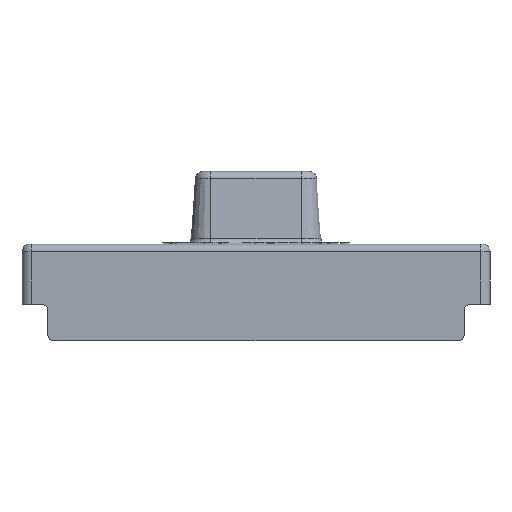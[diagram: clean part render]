
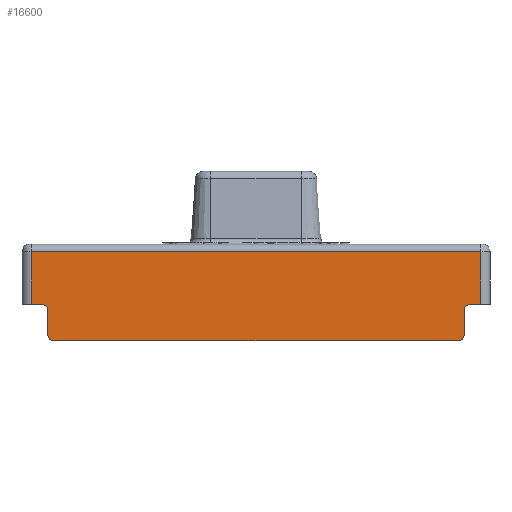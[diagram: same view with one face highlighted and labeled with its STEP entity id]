
A CAD part, front view. The second image highlights one B-rep face of the part: STEP entity #16600.
In plain terms, the highlighted planar face has unit normal (0, -1, 0).
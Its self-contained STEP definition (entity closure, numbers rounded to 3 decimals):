
#6=DIRECTION('',(-1.,0.,0.));
#7=VECTOR('',#6,66.68);
#8=CARTESIAN_POINT('',(33.34,-8.7,0.));
#9=LINE('',#8,#7);
#779=CARTESIAN_POINT('',(35.34,-8.7,5.));
#780=DIRECTION('',(0.,1.,0.));
#781=DIRECTION('',(-1.,0.,0.));
#782=AXIS2_PLACEMENT_3D('',#779,#780,#781);
#808=CARTESIAN_POINT('',(-33.34,-8.7,1.));
#809=DIRECTION('',(0.,-1.,0.));
#810=DIRECTION('',(-1.,0.,0.));
#811=AXIS2_PLACEMENT_3D('',#808,#809,#810);
#813=DIRECTION('',(0.,0.,-1.));
#814=VECTOR('',#813,4.);
#815=CARTESIAN_POINT('',(-34.34,-8.7,5.));
#816=LINE('',#815,#814);
#817=DIRECTION('',(-1.,0.,0.));
#818=VECTOR('',#817,1.76);
#819=CARTESIAN_POINT('',(-35.34,-8.7,6.));
#820=LINE('',#819,#818);
#821=DIRECTION('',(-1.,0.,0.));
#822=VECTOR('',#821,74.2);
#823=CARTESIAN_POINT('',(37.1,-8.7,14.65));
#824=LINE('',#823,#822);
#825=DIRECTION('',(-1.,0.,0.));
#826=VECTOR('',#825,1.76);
#827=CARTESIAN_POINT('',(37.1,-8.7,6.));
#828=LINE('',#827,#826);
#829=DIRECTION('',(0.,0.,-1.));
#830=VECTOR('',#829,4.);
#831=CARTESIAN_POINT('',(34.34,-8.7,5.));
#832=LINE('',#831,#830);
#833=CARTESIAN_POINT('',(33.34,-8.7,1.));
#834=DIRECTION('',(0.,-1.,0.));
#835=DIRECTION('',(0.,0.,-1.));
#836=AXIS2_PLACEMENT_3D('',#833,#834,#835);
#862=CARTESIAN_POINT('',(-35.34,-8.7,5.));
#863=DIRECTION('',(0.,1.,0.));
#864=DIRECTION('',(0.,0.,1.));
#865=AXIS2_PLACEMENT_3D('',#862,#863,#864);
#1533=DIRECTION('',(0.,0.,1.));
#1534=VECTOR('',#1533,8.65);
#1535=CARTESIAN_POINT('',(37.1,-8.7,6.));
#1536=LINE('',#1535,#1534);
#4955=DIRECTION('',(0.,0.,1.));
#4956=VECTOR('',#4955,8.65);
#4957=CARTESIAN_POINT('',(-37.1,-8.7,6.));
#4958=LINE('',#4957,#4956);
#11762=CARTESIAN_POINT('',(34.34,-8.7,5.));
#11763=CARTESIAN_POINT('',(35.34,-8.7,6.));
#11764=VERTEX_POINT('',#11762);
#11765=VERTEX_POINT('',#11763);
#11782=CARTESIAN_POINT('',(-35.34,-8.7,6.));
#11783=CARTESIAN_POINT('',(-34.34,-8.7,5.));
#11784=VERTEX_POINT('',#11782);
#11785=VERTEX_POINT('',#11783);
#12328=CARTESIAN_POINT('',(-37.1,-8.7,6.));
#12329=VERTEX_POINT('',#12328);
#12332=CARTESIAN_POINT('',(37.1,-8.7,6.));
#12333=VERTEX_POINT('',#12332);
#12380=CARTESIAN_POINT('',(-37.1,-8.7,14.65));
#12381=VERTEX_POINT('',#12380);
#12384=CARTESIAN_POINT('',(37.1,-8.7,14.65));
#12385=VERTEX_POINT('',#12384);
#12418=CARTESIAN_POINT('',(-34.34,-8.7,1.));
#12419=VERTEX_POINT('',#12418);
#12420=CARTESIAN_POINT('',(-33.34,-8.7,0.));
#12421=VERTEX_POINT('',#12420);
#12430=CARTESIAN_POINT('',(33.34,-8.7,0.));
#12431=CARTESIAN_POINT('',(34.34,-8.7,1.));
#12432=VERTEX_POINT('',#12430);
#12433=VERTEX_POINT('',#12431);
#16576=CARTESIAN_POINT('',(-37.6,-8.7,0.));
#16577=DIRECTION('',(0.,-1.,0.));
#16578=DIRECTION('',(1.,0.,0.));
#16579=AXIS2_PLACEMENT_3D('',#16576,#16577,#16578);
#16580=PLANE('',#16579);
#16581=ORIENTED_EDGE('',*,*,#15595,.F.);
#16583=ORIENTED_EDGE('',*,*,#16582,.F.);
#16585=ORIENTED_EDGE('',*,*,#16584,.F.);
#16586=ORIENTED_EDGE('',*,*,#16505,.T.);
#16588=ORIENTED_EDGE('',*,*,#16587,.T.);
#16590=ORIENTED_EDGE('',*,*,#16589,.F.);
#16592=ORIENTED_EDGE('',*,*,#16591,.F.);
#16593=ORIENTED_EDGE('',*,*,#16467,.T.);
#16594=ORIENTED_EDGE('',*,*,#16527,.F.);
#16595=ORIENTED_EDGE('',*,*,#16540,.T.);
#16596=ORIENTED_EDGE('',*,*,#16568,.F.);
#16597=ORIENTED_EDGE('',*,*,#15561,.T.);
#16598=EDGE_LOOP('',(#16581,#16583,#16585,#16586,#16588,#16590,#16592,#16593,
#16594,#16595,#16596,#16597));
#16599=FACE_OUTER_BOUND('',#16598,.F.);
#16600=ADVANCED_FACE('',(#16599),#16580,.T.);
#783=CIRCLE('',#782,1.);
#812=CIRCLE('',#811,1.);
#837=CIRCLE('',#836,1.);
#866=CIRCLE('',#865,1.);
#15561=EDGE_CURVE('',#12432,#12421,#9,.T.);
#15595=EDGE_CURVE('',#12419,#12421,#812,.T.);
#16467=EDGE_CURVE('',#12333,#11765,#828,.T.);
#16505=EDGE_CURVE('',#11784,#12329,#820,.T.);
#16527=EDGE_CURVE('',#11764,#11765,#783,.T.);
#16540=EDGE_CURVE('',#11764,#12433,#832,.T.);
#16568=EDGE_CURVE('',#12432,#12433,#837,.T.);
#16582=EDGE_CURVE('',#11785,#12419,#816,.T.);
#16584=EDGE_CURVE('',#11784,#11785,#866,.T.);
#16587=EDGE_CURVE('',#12329,#12381,#4958,.T.);
#16589=EDGE_CURVE('',#12385,#12381,#824,.T.);
#16591=EDGE_CURVE('',#12333,#12385,#1536,.T.);
